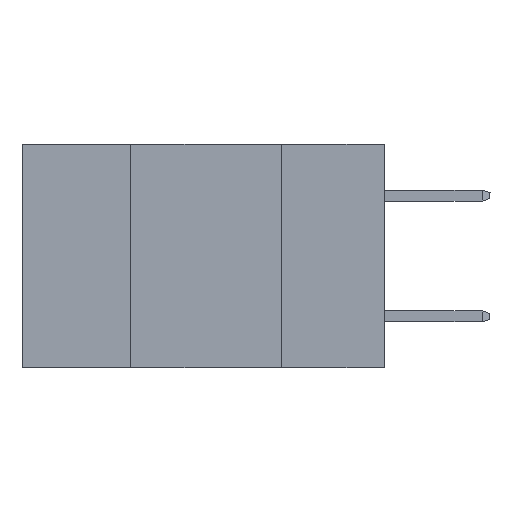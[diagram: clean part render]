
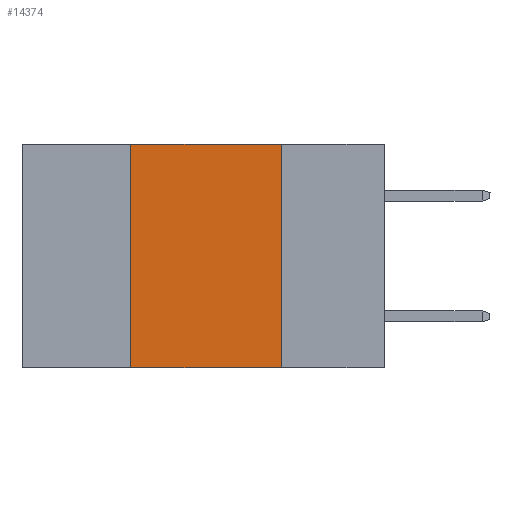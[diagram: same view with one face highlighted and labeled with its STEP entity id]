
A CAD part, left-side view. The second image highlights one B-rep face of the part: STEP entity #14374.
In plain terms, the highlighted planar face has unit normal (-1, 0, 0).
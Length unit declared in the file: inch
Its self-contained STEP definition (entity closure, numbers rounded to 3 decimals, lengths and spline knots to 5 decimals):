
#253 = CARTESIAN_POINT ( 'NONE',  ( 0., 0.17, 0. ) ) ;
#694 = AXIS2_PLACEMENT_3D ( 'NONE', #11006, #7653, #16312 ) ;
#902 = CARTESIAN_POINT ( 'NONE',  ( 0., 0.42, -0.37 ) ) ;
#1309 = DIRECTION ( 'NONE',  ( 0., -1., 0. ) ) ;
#1400 = ORIENTED_EDGE ( 'NONE', *, *, #21219, .T. ) ;
#2665 = EDGE_CURVE ( 'NONE', #5495, #6996, #9287, .T. ) ;
#2795 = VECTOR ( 'NONE', #15686, 39.37008 ) ;
#3232 = CARTESIAN_POINT ( 'NONE',  ( 0., 0.17, 0. ) ) ;
#4829 = VECTOR ( 'NONE', #1309, 39.37008 ) ;
#5295 = EDGE_CURVE ( 'NONE', #17916, #21681, #11105, .T. ) ;
#5495 = VERTEX_POINT ( 'NONE', #253 ) ;
#5647 = PLANE ( 'NONE',  #694 ) ;
#6020 = CARTESIAN_POINT ( 'NONE',  ( 0., 0.6, 0. ) ) ;
#6845 = CARTESIAN_POINT ( 'NONE',  ( 0., 0.6, -0.37 ) ) ;
#6996 = VERTEX_POINT ( 'NONE', #14961 ) ;
#7187 = CARTESIAN_POINT ( 'NONE',  ( 0., 0.42, 0. ) ) ;
#7653 = DIRECTION ( 'NONE',  ( 1., 0., 0. ) ) ;
#8558 = ORIENTED_EDGE ( 'NONE', *, *, #2665, .F. ) ;
#9287 = LINE ( 'NONE', #3232, #2795 ) ;
#9943 = VECTOR ( 'NONE', #12381, 39.37008 ) ;
#11006 = CARTESIAN_POINT ( 'NONE',  ( 0., 0.6, 0. ) ) ;
#11105 = LINE ( 'NONE', #7187, #9943 ) ;
#12381 = DIRECTION ( 'NONE',  ( 0., 0., 1. ) ) ;
#12817 = LINE ( 'NONE', #6020, #21682 ) ;
#14374 = ADVANCED_FACE ( 'NONE', ( #19629 ), #5647, .F. ) ;
#14704 = ORIENTED_EDGE ( 'NONE', *, *, #5295, .F. ) ;
#14961 = CARTESIAN_POINT ( 'NONE',  ( 0., 0.17, -0.37 ) ) ;
#15686 = DIRECTION ( 'NONE',  ( 0., 0., -1. ) ) ;
#16312 = DIRECTION ( 'NONE',  ( 0., 0., -1. ) ) ;
#17307 = ORIENTED_EDGE ( 'NONE', *, *, #18932, .F. ) ;
#17916 = VERTEX_POINT ( 'NONE', #902 ) ;
#18172 = LINE ( 'NONE', #6845, #4829 ) ;
#18416 = DIRECTION ( 'NONE',  ( 0., -1., 0. ) ) ;
#18861 = CARTESIAN_POINT ( 'NONE',  ( 0., 0.42, 0. ) ) ;
#18932 = EDGE_CURVE ( 'NONE', #21681, #5495, #12817, .T. ) ;
#19629 = FACE_OUTER_BOUND ( 'NONE', #21771, .T. ) ;
#21219 = EDGE_CURVE ( 'NONE', #17916, #6996, #18172, .T. ) ;
#21681 = VERTEX_POINT ( 'NONE', #18861 ) ;
#21682 = VECTOR ( 'NONE', #18416, 39.37008 ) ;
#21771 = EDGE_LOOP ( 'NONE', ( #8558, #17307, #14704, #1400 ) ) ;
